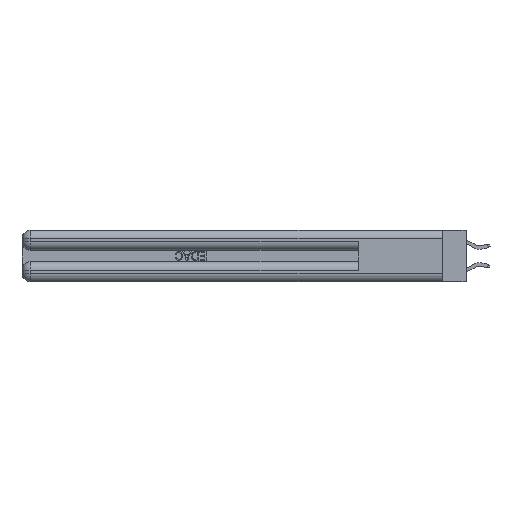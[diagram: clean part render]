
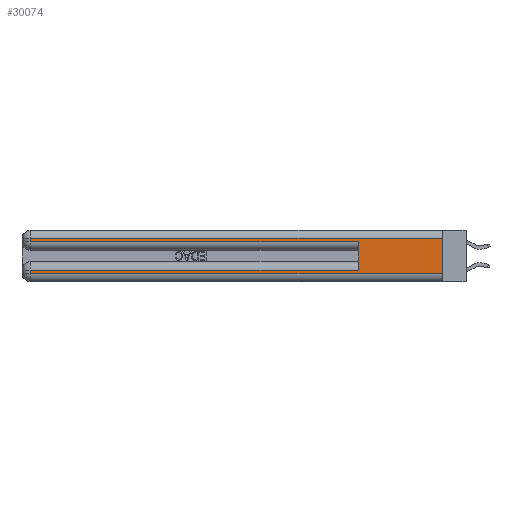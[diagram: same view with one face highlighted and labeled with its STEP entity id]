
A CAD part, left-side view. The second image highlights one B-rep face of the part: STEP entity #30074.
In plain terms, the highlighted planar face has unit normal (-1, 0, 0).
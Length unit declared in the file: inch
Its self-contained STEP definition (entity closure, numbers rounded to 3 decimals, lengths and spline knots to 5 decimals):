
#666 = ORIENTED_EDGE ( 'NONE', *, *, #10905, .T. ) ;
#742 = ORIENTED_EDGE ( 'NONE', *, *, #25287, .F. ) ;
#879 = LINE ( 'NONE', #31020, #33989 ) ;
#1319 = CARTESIAN_POINT ( 'NONE',  ( 0., 0., 0.31 ) ) ;
#1793 = LINE ( 'NONE', #4797, #30207 ) ;
#3075 = LINE ( 'NONE', #7766, #32324 ) ;
#3770 = VECTOR ( 'NONE', #35405, 39.37008 ) ;
#3796 = AXIS2_PLACEMENT_3D ( 'NONE', #16171, #35336, #18956 ) ;
#3845 = DIRECTION ( 'NONE',  ( 0., 0., 1. ) ) ;
#3939 = EDGE_CURVE ( 'NONE', #17179, #34900, #33867, .T. ) ;
#4797 = CARTESIAN_POINT ( 'NONE',  ( 0., 0., 0.06 ) ) ;
#4854 = DIRECTION ( 'NONE',  ( 0., 0., -1. ) ) ;
#6017 = ORIENTED_EDGE ( 'NONE', *, *, #28516, .T. ) ;
#6502 = VERTEX_POINT ( 'NONE', #1319 ) ;
#7034 = ORIENTED_EDGE ( 'NONE', *, *, #16632, .T. ) ;
#7067 = EDGE_CURVE ( 'NONE', #25441, #29894, #15810, .T. ) ;
#7167 = CARTESIAN_POINT ( 'NONE',  ( 0., 0.6, 0.285 ) ) ;
#7766 = CARTESIAN_POINT ( 'NONE',  ( 0., 0., 0.37 ) ) ;
#8530 = ORIENTED_EDGE ( 'NONE', *, *, #20085, .F. ) ;
#9653 = VECTOR ( 'NONE', #15039, 39.37008 ) ;
#9944 = ORIENTED_EDGE ( 'NONE', *, *, #7067, .T. ) ;
#10725 = ORIENTED_EDGE ( 'NONE', *, *, #3939, .T. ) ;
#10905 = EDGE_CURVE ( 'NONE', #14976, #17179, #879, .T. ) ;
#12436 = CARTESIAN_POINT ( 'NONE',  ( 0., 0., 0.06 ) ) ;
#13804 = LINE ( 'NONE', #16604, #27520 ) ;
#14572 = CARTESIAN_POINT ( 'NONE',  ( 0., 0., 0.085 ) ) ;
#14976 = VERTEX_POINT ( 'NONE', #16711 ) ;
#15039 = DIRECTION ( 'NONE',  ( 0., 1., 0. ) ) ;
#15634 = CARTESIAN_POINT ( 'NONE',  ( 0., 2.94, 0.06 ) ) ;
#15810 = LINE ( 'NONE', #14572, #28646 ) ;
#16171 = CARTESIAN_POINT ( 'NONE',  ( 0., 0., 0.37 ) ) ;
#16604 = CARTESIAN_POINT ( 'NONE',  ( 0., 2.94, 0.37 ) ) ;
#16632 = EDGE_CURVE ( 'NONE', #26051, #26423, #1793, .T. ) ;
#16711 = CARTESIAN_POINT ( 'NONE',  ( 0., 2.94, 0.31 ) ) ;
#17179 = VERTEX_POINT ( 'NONE', #29276 ) ;
#18238 = CARTESIAN_POINT ( 'NONE',  ( 0., 2.94, 0.085 ) ) ;
#18956 = DIRECTION ( 'NONE',  ( 0., 0., -1. ) ) ;
#19026 = CARTESIAN_POINT ( 'NONE',  ( 0., 0., 0.285 ) ) ;
#19375 = DIRECTION ( 'NONE',  ( 0., 0., -1. ) ) ;
#19993 = LINE ( 'NONE', #22995, #33700 ) ;
#20085 = EDGE_CURVE ( 'NONE', #6502, #26423, #3075, .T. ) ;
#20090 = DIRECTION ( 'NONE',  ( 0., 1., 0. ) ) ;
#20729 = ORIENTED_EDGE ( 'NONE', *, *, #32205, .T. ) ;
#22995 = CARTESIAN_POINT ( 'NONE',  ( 0., 0.6, 0.145 ) ) ;
#24354 = PLANE ( 'NONE',  #3796 ) ;
#25287 = EDGE_CURVE ( 'NONE', #25441, #34900, #19993, .T. ) ;
#25441 = VERTEX_POINT ( 'NONE', #29204 ) ;
#25514 = DIRECTION ( 'NONE',  ( 0., 0., -1. ) ) ;
#26051 = VERTEX_POINT ( 'NONE', #15634 ) ;
#26423 = VERTEX_POINT ( 'NONE', #12436 ) ;
#27520 = VECTOR ( 'NONE', #19375, 39.37008 ) ;
#28516 = EDGE_CURVE ( 'NONE', #29894, #26051, #13804, .T. ) ;
#28646 = VECTOR ( 'NONE', #20090, 39.37008 ) ;
#28684 = CARTESIAN_POINT ( 'NONE',  ( 0., 0., 0.31 ) ) ;
#29204 = CARTESIAN_POINT ( 'NONE',  ( 0., 0.6, 0.085 ) ) ;
#29276 = CARTESIAN_POINT ( 'NONE',  ( 0., 2.94, 0.285 ) ) ;
#29565 = DIRECTION ( 'NONE',  ( 0., -1., 0. ) ) ;
#29894 = VERTEX_POINT ( 'NONE', #18238 ) ;
#30074 = ADVANCED_FACE ( 'NONE', ( #30428 ), #24354, .F. ) ;
#30207 = VECTOR ( 'NONE', #29565, 39.37008 ) ;
#30428 = FACE_OUTER_BOUND ( 'NONE', #31905, .T. ) ;
#31020 = CARTESIAN_POINT ( 'NONE',  ( 0., 2.94, 0.37 ) ) ;
#31563 = LINE ( 'NONE', #28684, #9653 ) ;
#31905 = EDGE_LOOP ( 'NONE', ( #8530, #20729, #666, #10725, #742, #9944, #6017, #7034 ) ) ;
#32205 = EDGE_CURVE ( 'NONE', #6502, #14976, #31563, .T. ) ;
#32324 = VECTOR ( 'NONE', #4854, 39.37008 ) ;
#33700 = VECTOR ( 'NONE', #3845, 39.37008 ) ;
#33867 = LINE ( 'NONE', #19026, #3770 ) ;
#33989 = VECTOR ( 'NONE', #25514, 39.37008 ) ;
#34900 = VERTEX_POINT ( 'NONE', #7167 ) ;
#35336 = DIRECTION ( 'NONE',  ( 1., 0., 0. ) ) ;
#35405 = DIRECTION ( 'NONE',  ( 0., -1., 0. ) ) ;
